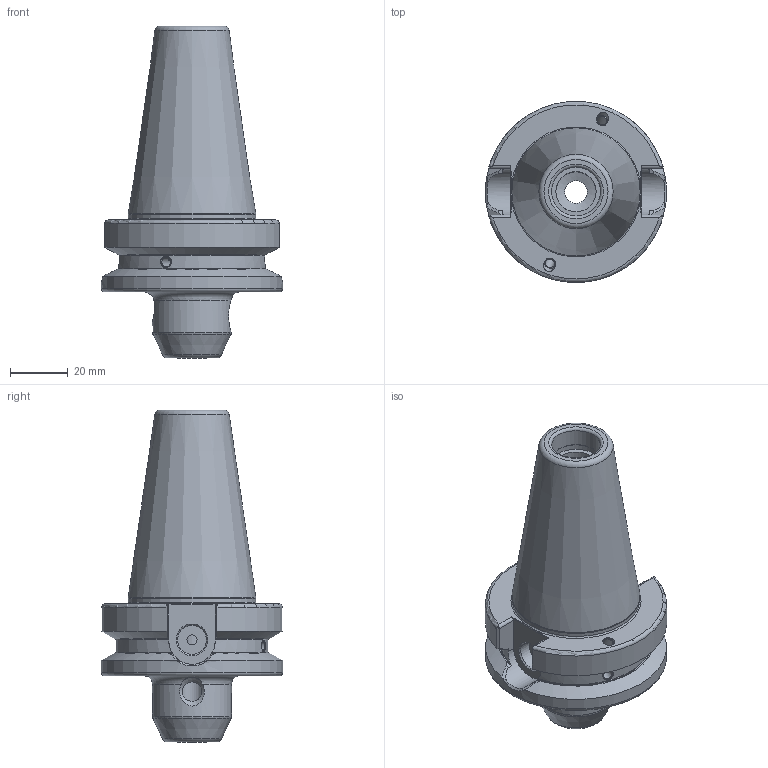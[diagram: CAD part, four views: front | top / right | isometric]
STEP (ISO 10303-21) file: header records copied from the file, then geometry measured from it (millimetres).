
FILE_DESCRIPTION(/* description */ (''),/* implementation_level */ '2;1');
FILE_NAME(/* name */ '97540041-8-50-V1.stp',/* time_stamp */ '2024-07-11T07:36:58+02:00',/* author */ ('jana.schmid'),/* organization */ (''),/* preprocessor_version */ 'ST-DEVELOPER v19.2',/* originating_system */ 'Autodesk Inventor 2023',/* authorisation */ '');
FILE_SCHEMA (('AUTOMOTIVE_DESIGN { 1 0 10303 214 3 1 1 }'));
Length unit declared in the file: millimetre
Products named in the file (1): 97540041-8-50-V1
Bounding box: 63 x 63 x 115.4 mm (x, y, z)
Volume: 128973.7 mm3; surface area: 26046.3 mm2
Topology: 1 solids, 1 shells, 142 faces, 393 edges, 257 vertices
Faces by surface type: plane 58, cylinder 37, cone 19, torus 15, bspline 8, sphere 5
Full cylindrical faces by diameter (mm): 2.8 x2, 3.3 x4, 4 x4, 6.8 x1, 8 x1, 9.8 x1, 10.05 x1, 14 x1, 17 x1, 17.35 x1, 44.192 x1, 63 x1
Entity records: 5386 total; most frequent: CARTESIAN_POINT 1779, ORIENTED_EDGE 780, DIRECTION 710, EDGE_CURVE 390, AXIS2_PLACEMENT_3D 283, VERTEX_POINT 257, EDGE_LOOP 165, LINE 144
